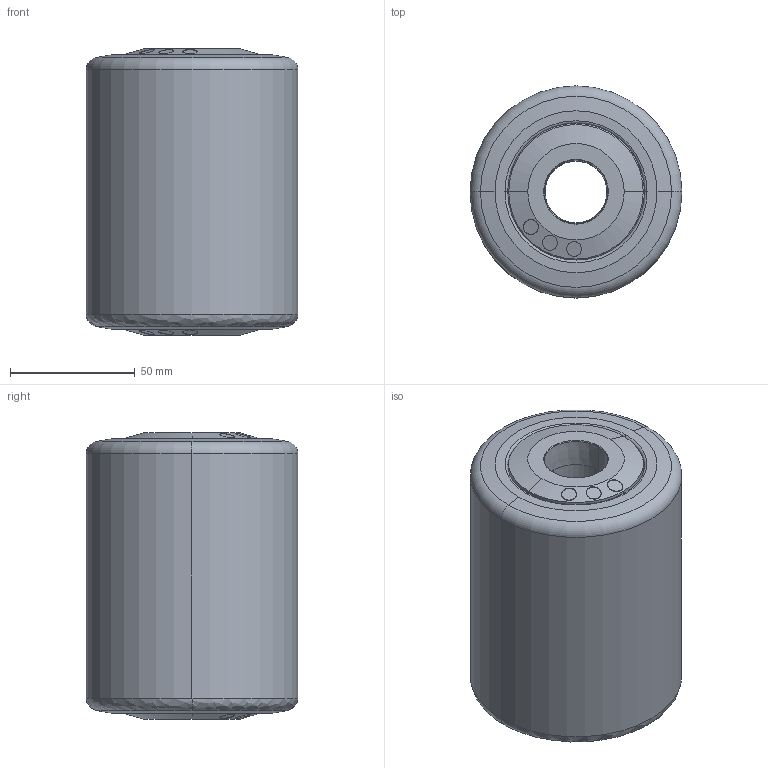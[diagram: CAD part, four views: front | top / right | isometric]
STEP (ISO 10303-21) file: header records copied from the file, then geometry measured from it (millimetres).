
FILE_DESCRIPTION (( 'STEP AP214' ), '1' );
FILE_NAME ('0017688.step', '2022-08-18T11:25:22', ( '' ), ( '' ), 'SwSTEP 2.0', 'SolidWorks 2020', '' );
FILE_SCHEMA (( 'AUTOMOTIVE_DESIGN' ));
Length unit declared in the file: millimetre
Products named in the file (1): 0017688
Bounding box: 85 x 85 x 114.8 mm (x, y, z)
Volume: 441972.3 mm3; surface area: 81911.1 mm2
Topology: 3 solids, 3 shells, 329 faces, 1067 edges, 693 vertices
Faces by surface type: torus 113, cylinder 76, plane 60, cone 41, sphere 36, bspline 3
Entity records: 15064 total; most frequent: CARTESIAN_POINT 6022, ORIENTED_EDGE 1918, DIRECTION 1693, EDGE_CURVE 959, AXIS2_PLACEMENT_3D 759, VERTEX_POINT 621, CIRCLE 432, EDGE_LOOP 356
